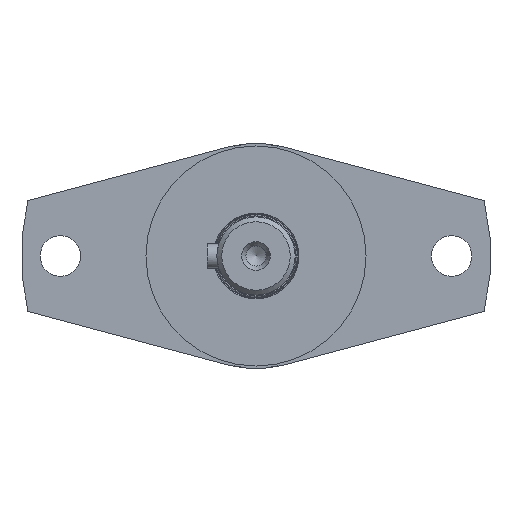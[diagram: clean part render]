
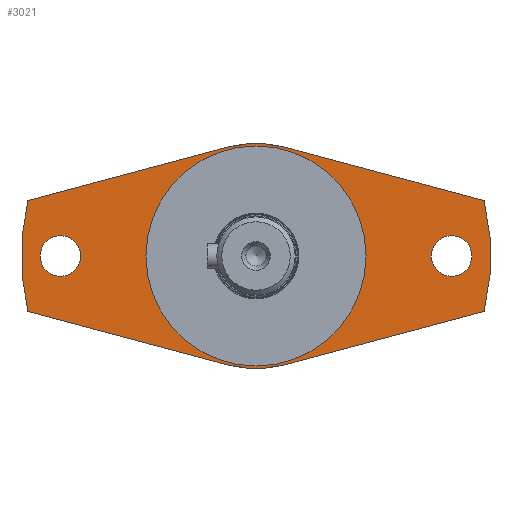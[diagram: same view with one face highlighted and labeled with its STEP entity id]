
A CAD part, left-side view. The second image highlights one B-rep face of the part: STEP entity #3021.
In plain terms, the highlighted planar face has unit normal (-1, 0, 0).
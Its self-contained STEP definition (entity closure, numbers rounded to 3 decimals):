
#242=FACE_BOUND('',#1098,.T.);
#243=FACE_BOUND('',#1099,.T.);
#244=FACE_BOUND('',#1100,.T.);
#486=LINE('',#5109,#735);
#487=LINE('',#5110,#736);
#488=LINE('',#5111,#737);
#489=LINE('',#5112,#738);
#735=VECTOR('',#4084,10.);
#736=VECTOR('',#4085,10.);
#737=VECTOR('',#4086,10.);
#738=VECTOR('',#4087,10.);
#920=FACE_OUTER_BOUND('',#1097,.T.);
#1097=EDGE_LOOP('',(#2685,#2686,#2687,#2688,#2689,#2690,#2691,#2692));
#1098=EDGE_LOOP('',(#2693));
#1099=EDGE_LOOP('',(#2694));
#1100=EDGE_LOOP('',(#2695,#2696));
#1222=CIRCLE('',#3290,23.);
#1224=CIRCLE('',#3292,23.);
#1229=CIRCLE('',#3299,48.);
#1230=CIRCLE('',#3301,22.5);
#1231=CIRCLE('',#3302,22.5);
#1233=CIRCLE('',#3305,48.);
#1236=CIRCLE('',#3310,4.15);
#1237=CIRCLE('',#3311,4.15);
#1496=VERTEX_POINT('',#5055);
#1497=VERTEX_POINT('',#5057);
#1500=VERTEX_POINT('',#5063);
#1501=VERTEX_POINT('',#5065);
#1507=VERTEX_POINT('',#5081);
#1508=VERTEX_POINT('',#5083);
#1509=VERTEX_POINT('',#5087);
#1510=VERTEX_POINT('',#5088);
#1511=VERTEX_POINT('',#5093);
#1514=VERTEX_POINT('',#5098);
#1517=VERTEX_POINT('',#5113);
#1518=VERTEX_POINT('',#5115);
#1892=EDGE_CURVE('',#1497,#1496,#1222,.T.);
#1896=EDGE_CURVE('',#1501,#1500,#1224,.T.);
#1905=EDGE_CURVE('',#1507,#1508,#1229,.T.);
#1907=EDGE_CURVE('',#1509,#1510,#1230,.T.);
#1908=EDGE_CURVE('',#1510,#1509,#1231,.T.);
#1913=EDGE_CURVE('',#1514,#1511,#1233,.T.);
#1918=EDGE_CURVE('',#1507,#1497,#486,.T.);
#1919=EDGE_CURVE('',#1496,#1511,#487,.T.);
#1920=EDGE_CURVE('',#1514,#1501,#488,.T.);
#1921=EDGE_CURVE('',#1500,#1508,#489,.T.);
#1922=EDGE_CURVE('',#1517,#1517,#1236,.T.);
#1923=EDGE_CURVE('',#1518,#1518,#1237,.T.);
#2685=ORIENTED_EDGE('',*,*,#1918,.T.);
#2686=ORIENTED_EDGE('',*,*,#1892,.T.);
#2687=ORIENTED_EDGE('',*,*,#1919,.T.);
#2688=ORIENTED_EDGE('',*,*,#1913,.F.);
#2689=ORIENTED_EDGE('',*,*,#1920,.T.);
#2690=ORIENTED_EDGE('',*,*,#1896,.T.);
#2691=ORIENTED_EDGE('',*,*,#1921,.T.);
#2692=ORIENTED_EDGE('',*,*,#1905,.F.);
#2693=ORIENTED_EDGE('',*,*,#1922,.T.);
#2694=ORIENTED_EDGE('',*,*,#1923,.T.);
#2695=ORIENTED_EDGE('',*,*,#1907,.T.);
#2696=ORIENTED_EDGE('',*,*,#1908,.T.);
#2872=PLANE('',#3309);
#3021=ADVANCED_FACE('',(#920,#242,#243,#244),#2872,.T.);
#3290=AXIS2_PLACEMENT_3D('',#5058,#4032,#4033);
#3292=AXIS2_PLACEMENT_3D('',#5066,#4038,#4039);
#3299=AXIS2_PLACEMENT_3D('',#5084,#4056,#4057);
#3301=AXIS2_PLACEMENT_3D('',#5089,#4061,#4062);
#3302=AXIS2_PLACEMENT_3D('',#5090,#4063,#4064);
#3305=AXIS2_PLACEMENT_3D('',#5100,#4072,#4073);
#3309=AXIS2_PLACEMENT_3D('',#5108,#4082,#4083);
#3310=AXIS2_PLACEMENT_3D('',#5114,#4088,#4089);
#3311=AXIS2_PLACEMENT_3D('',#5116,#4090,#4091);
#4032=DIRECTION('center_axis',(-1.,0.,0.));
#4033=DIRECTION('ref_axis',(0.,0.259,0.966));
#4038=DIRECTION('center_axis',(-1.,0.,0.));
#4039=DIRECTION('ref_axis',(0.,0.259,0.966));
#4056=DIRECTION('center_axis',(1.,0.,0.));
#4057=DIRECTION('ref_axis',(0.,-1.,0.));
#4061=DIRECTION('center_axis',(1.,0.,0.));
#4062=DIRECTION('ref_axis',(0.,-1.,0.));
#4063=DIRECTION('center_axis',(1.,0.,0.));
#4064=DIRECTION('ref_axis',(0.,-1.,0.));
#4072=DIRECTION('center_axis',(1.,0.,0.));
#4073=DIRECTION('ref_axis',(0.,-1.,0.));
#4082=DIRECTION('center_axis',(-1.,0.,0.));
#4083=DIRECTION('ref_axis',(0.,0.,-1.));
#4084=DIRECTION('',(0.,0.966,0.259));
#4085=DIRECTION('',(0.,0.966,-0.259));
#4086=DIRECTION('',(0.,-0.966,-0.259));
#4087=DIRECTION('',(0.,-0.966,0.259));
#4088=DIRECTION('center_axis',(1.,0.,0.));
#4089=DIRECTION('ref_axis',(0.,0.,1.));
#4090=DIRECTION('center_axis',(1.,0.,0.));
#4091=DIRECTION('ref_axis',(0.,0.,1.));
#5055=CARTESIAN_POINT('',(-103.5,5.953,22.216));
#5057=CARTESIAN_POINT('',(-103.5,-5.953,22.216));
#5058=CARTESIAN_POINT('Origin',(-103.5,0.,0.));
#5063=CARTESIAN_POINT('',(-103.5,-5.953,-22.216));
#5065=CARTESIAN_POINT('',(-103.5,5.953,-22.216));
#5066=CARTESIAN_POINT('Origin',(-103.5,0.,0.));
#5081=CARTESIAN_POINT('',(-103.5,-46.648,11.312));
#5083=CARTESIAN_POINT('',(-103.5,-46.648,-11.312));
#5084=CARTESIAN_POINT('Origin',(-103.5,0.,0.));
#5087=CARTESIAN_POINT('',(-103.5,-22.5,0.));
#5088=CARTESIAN_POINT('',(-103.5,22.5,0.));
#5089=CARTESIAN_POINT('Origin',(-103.5,0.,0.));
#5090=CARTESIAN_POINT('Origin',(-103.5,0.,0.));
#5093=CARTESIAN_POINT('',(-103.5,46.648,11.312));
#5098=CARTESIAN_POINT('',(-103.5,46.648,-11.312));
#5100=CARTESIAN_POINT('Origin',(-103.5,0.,0.));
#5108=CARTESIAN_POINT('Origin',(-103.5,-35.25,0.));
#5109=CARTESIAN_POINT('',(-103.5,-45.921,11.507));
#5110=CARTESIAN_POINT('',(-103.5,-10.492,26.623));
#5111=CARTESIAN_POINT('',(-103.5,13.032,-20.319));
#5112=CARTESIAN_POINT('',(-103.5,-22.397,-17.81));
#5113=CARTESIAN_POINT('',(-103.5,40.,-4.15));
#5114=CARTESIAN_POINT('Origin',(-103.5,40.,0.));
#5115=CARTESIAN_POINT('',(-103.5,-40.,-4.15));
#5116=CARTESIAN_POINT('Origin',(-103.5,-40.,0.));
